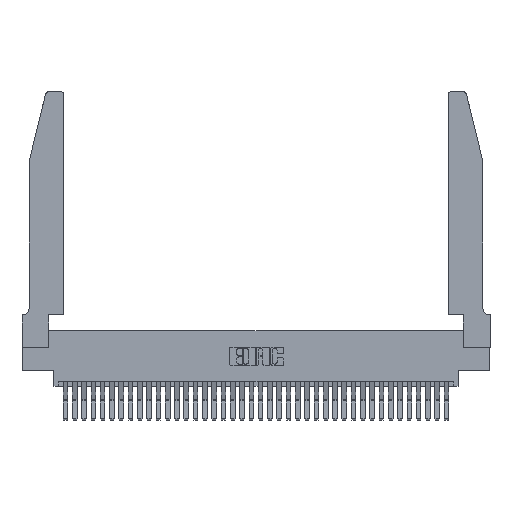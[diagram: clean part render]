
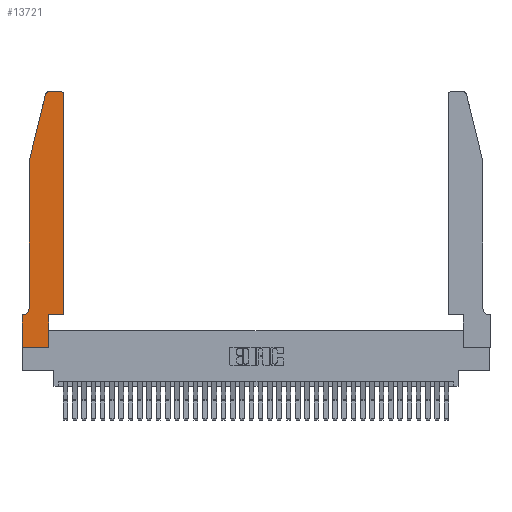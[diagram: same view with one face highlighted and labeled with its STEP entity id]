
A CAD part, top view. The second image highlights one B-rep face of the part: STEP entity #13721.
In plain terms, the highlighted planar face has unit normal (0, 0, 1).
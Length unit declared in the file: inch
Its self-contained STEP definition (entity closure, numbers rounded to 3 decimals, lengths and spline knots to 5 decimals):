
#311 = CARTESIAN_POINT ( 'NONE',  ( 0.284, 2.75, 0.37 ) ) ;
#528 = CIRCLE ( 'NONE', #11271, 0.03 ) ;
#1334 = ORIENTED_EDGE ( 'NONE', *, *, #35008, .T. ) ;
#1993 = CARTESIAN_POINT ( 'NONE',  ( 0.2865, 0., 0.37 ) ) ;
#2008 = CARTESIAN_POINT ( 'NONE',  ( 0.2865, 0.35, 0.37 ) ) ;
#2076 = LINE ( 'NONE', #5789, #32306 ) ;
#2228 = VERTEX_POINT ( 'NONE', #23482 ) ;
#2230 = VECTOR ( 'NONE', #8315, 39.37008 ) ;
#2443 = CARTESIAN_POINT ( 'NONE',  ( 0.4205, 2.75, 0.37 ) ) ;
#2485 = LINE ( 'NONE', #20318, #18128 ) ;
#2529 = DIRECTION ( 'NONE',  ( 1., 0., 0. ) ) ;
#2736 = DIRECTION ( 'NONE',  ( 0., -1., 0. ) ) ;
#3744 = ORIENTED_EDGE ( 'NONE', *, *, #35666, .T. ) ;
#4422 = VECTOR ( 'NONE', #18337, 39.37008 ) ;
#4478 = EDGE_CURVE ( 'NONE', #10033, #26980, #2076, .T. ) ;
#4641 = EDGE_CURVE ( 'NONE', #6564, #7399, #14994, .T. ) ;
#4736 = VERTEX_POINT ( 'NONE', #30685 ) ;
#5454 = CARTESIAN_POINT ( 'NONE',  ( 0., 0.35, 0.37 ) ) ;
#5648 = VECTOR ( 'NONE', #24448, 39.37008 ) ;
#5660 = ORIENTED_EDGE ( 'NONE', *, *, #29085, .T. ) ;
#5789 = CARTESIAN_POINT ( 'NONE',  ( 0.0755, 2., 0.37 ) ) ;
#6459 = DIRECTION ( 'NONE',  ( 0., 0., 1. ) ) ;
#6564 = VERTEX_POINT ( 'NONE', #24899 ) ;
#6902 = CARTESIAN_POINT ( 'NONE',  ( 0.0755, 2., 0.37 ) ) ;
#7299 = ORIENTED_EDGE ( 'NONE', *, *, #29138, .T. ) ;
#7316 = AXIS2_PLACEMENT_3D ( 'NONE', #15069, #35382, #18003 ) ;
#7399 = VERTEX_POINT ( 'NONE', #22668 ) ;
#7900 = CARTESIAN_POINT ( 'NONE',  ( 0.4505, 0.35, 0.37 ) ) ;
#8148 = ORIENTED_EDGE ( 'NONE', *, *, #18383, .T. ) ;
#8171 = ORIENTED_EDGE ( 'NONE', *, *, #15854, .T. ) ;
#8315 = DIRECTION ( 'NONE',  ( 1., 0., 0. ) ) ;
#8854 = DIRECTION ( 'NONE',  ( -0.239, -0.971, 0. ) ) ;
#8945 = EDGE_LOOP ( 'NONE', ( #1334, #29163, #22423, #3744, #5660, #8171, #35943, #33021, #18102, #12622, #8148, #7299 ) ) ;
#9472 = CARTESIAN_POINT ( 'NONE',  ( 0.4505, 0.35, 0.37 ) ) ;
#10003 = DIRECTION ( 'NONE',  ( 0., 0., 1. ) ) ;
#10033 = VERTEX_POINT ( 'NONE', #28264 ) ;
#10158 = EDGE_CURVE ( 'NONE', #2228, #32670, #17885, .T. ) ;
#10862 = DIRECTION ( 'NONE',  ( 0., 1., 0. ) ) ;
#11271 = AXIS2_PLACEMENT_3D ( 'NONE', #23991, #6459, #26919 ) ;
#12123 = VECTOR ( 'NONE', #24705, 39.37008 ) ;
#12622 = ORIENTED_EDGE ( 'NONE', *, *, #4641, .T. ) ;
#12720 = VERTEX_POINT ( 'NONE', #311 ) ;
#13045 = VERTEX_POINT ( 'NONE', #5454 ) ;
#13551 = VECTOR ( 'NONE', #10862, 39.37008 ) ;
#13721 = ADVANCED_FACE ( 'NONE', ( #17046 ), #17191, .T. ) ;
#14730 = VECTOR ( 'NONE', #37015, 39.37008 ) ;
#14873 = VERTEX_POINT ( 'NONE', #19513 ) ;
#14994 = LINE ( 'NONE', #9472, #4422 ) ;
#15069 = CARTESIAN_POINT ( 'NONE',  ( 0.0055, 0.42, 0.37 ) ) ;
#15854 = EDGE_CURVE ( 'NONE', #16342, #13045, #24183, .T. ) ;
#16342 = VERTEX_POINT ( 'NONE', #33095 ) ;
#17046 = FACE_OUTER_BOUND ( 'NONE', #8945, .T. ) ;
#17191 = PLANE ( 'NONE',  #20689 ) ;
#17885 = LINE ( 'NONE', #25861, #2230 ) ;
#18003 = DIRECTION ( 'NONE',  ( -1., 0., 0. ) ) ;
#18102 = ORIENTED_EDGE ( 'NONE', *, *, #19104, .T. ) ;
#18128 = VECTOR ( 'NONE', #2736, 39.37008 ) ;
#18337 = DIRECTION ( 'NONE',  ( 1., 0., 0. ) ) ;
#18383 = EDGE_CURVE ( 'NONE', #7399, #4736, #36730, .T. ) ;
#19101 = CIRCLE ( 'NONE', #26950, 0.03 ) ;
#19104 = EDGE_CURVE ( 'NONE', #32670, #6564, #31144, .T. ) ;
#19506 = DIRECTION ( 'NONE',  ( -1., 0., 0. ) ) ;
#19513 = CARTESIAN_POINT ( 'NONE',  ( 0.0755, 0.42, 0.37 ) ) ;
#19875 = LINE ( 'NONE', #36210, #12123 ) ;
#20126 = DIRECTION ( 'NONE',  ( 0., 0., 1. ) ) ;
#20295 = LINE ( 'NONE', #6902, #5648 ) ;
#20318 = CARTESIAN_POINT ( 'NONE',  ( 0., 0., 0.37 ) ) ;
#20689 = AXIS2_PLACEMENT_3D ( 'NONE', #37510, #20126, #2529 ) ;
#21308 = EDGE_CURVE ( 'NONE', #12720, #10033, #19101, .T. ) ;
#22259 = EDGE_CURVE ( 'NONE', #13045, #2228, #2485, .T. ) ;
#22423 = ORIENTED_EDGE ( 'NONE', *, *, #4478, .T. ) ;
#22668 = CARTESIAN_POINT ( 'NONE',  ( 0.4505, 0.35, 0.37 ) ) ;
#23482 = CARTESIAN_POINT ( 'NONE',  ( 0., 0., 0.37 ) ) ;
#23991 = CARTESIAN_POINT ( 'NONE',  ( 0.4205, 2.72, 0.37 ) ) ;
#24183 = LINE ( 'NONE', #34008, #37778 ) ;
#24448 = DIRECTION ( 'NONE',  ( 0., -1., 0. ) ) ;
#24705 = DIRECTION ( 'NONE',  ( -1., 0., 0. ) ) ;
#24899 = CARTESIAN_POINT ( 'NONE',  ( 0.2865, 0.35, 0.37 ) ) ;
#25861 = CARTESIAN_POINT ( 'NONE',  ( 0., 0., 0.37 ) ) ;
#26919 = DIRECTION ( 'NONE',  ( 1., 0., 0. ) ) ;
#26950 = AXIS2_PLACEMENT_3D ( 'NONE', #27518, #10003, #30434 ) ;
#26980 = VERTEX_POINT ( 'NONE', #28338 ) ;
#27518 = CARTESIAN_POINT ( 'NONE',  ( 0.284, 2.72, 0.37 ) ) ;
#28264 = CARTESIAN_POINT ( 'NONE',  ( 0.25487, 2.72718, 0.37 ) ) ;
#28338 = CARTESIAN_POINT ( 'NONE',  ( 0.0755, 2., 0.37 ) ) ;
#29085 = EDGE_CURVE ( 'NONE', #14873, #16342, #32674, .T. ) ;
#29138 = EDGE_CURVE ( 'NONE', #4736, #32504, #528, .T. ) ;
#29163 = ORIENTED_EDGE ( 'NONE', *, *, #21308, .T. ) ;
#30434 = DIRECTION ( 'NONE',  ( 1., 0., 0. ) ) ;
#30685 = CARTESIAN_POINT ( 'NONE',  ( 0.4505, 2.72, 0.37 ) ) ;
#31144 = LINE ( 'NONE', #2008, #14730 ) ;
#32306 = VECTOR ( 'NONE', #8854, 39.37008 ) ;
#32504 = VERTEX_POINT ( 'NONE', #2443 ) ;
#32670 = VERTEX_POINT ( 'NONE', #1993 ) ;
#32674 = CIRCLE ( 'NONE', #7316, 0.07 ) ;
#33021 = ORIENTED_EDGE ( 'NONE', *, *, #10158, .T. ) ;
#33095 = CARTESIAN_POINT ( 'NONE',  ( 0.0055, 0.35, 0.37 ) ) ;
#34008 = CARTESIAN_POINT ( 'NONE',  ( 0.0755, 0.35, 0.37 ) ) ;
#35008 = EDGE_CURVE ( 'NONE', #32504, #12720, #19875, .T. ) ;
#35382 = DIRECTION ( 'NONE',  ( 0., 0., -1. ) ) ;
#35666 = EDGE_CURVE ( 'NONE', #26980, #14873, #20295, .T. ) ;
#35943 = ORIENTED_EDGE ( 'NONE', *, *, #22259, .T. ) ;
#36210 = CARTESIAN_POINT ( 'NONE',  ( 0.2605, 2.75, 0.37 ) ) ;
#36730 = LINE ( 'NONE', #7900, #13551 ) ;
#37015 = DIRECTION ( 'NONE',  ( 0., 1., 0. ) ) ;
#37510 = CARTESIAN_POINT ( 'NONE',  ( 0., 0.35, 0.37 ) ) ;
#37778 = VECTOR ( 'NONE', #19506, 39.37008 ) ;
